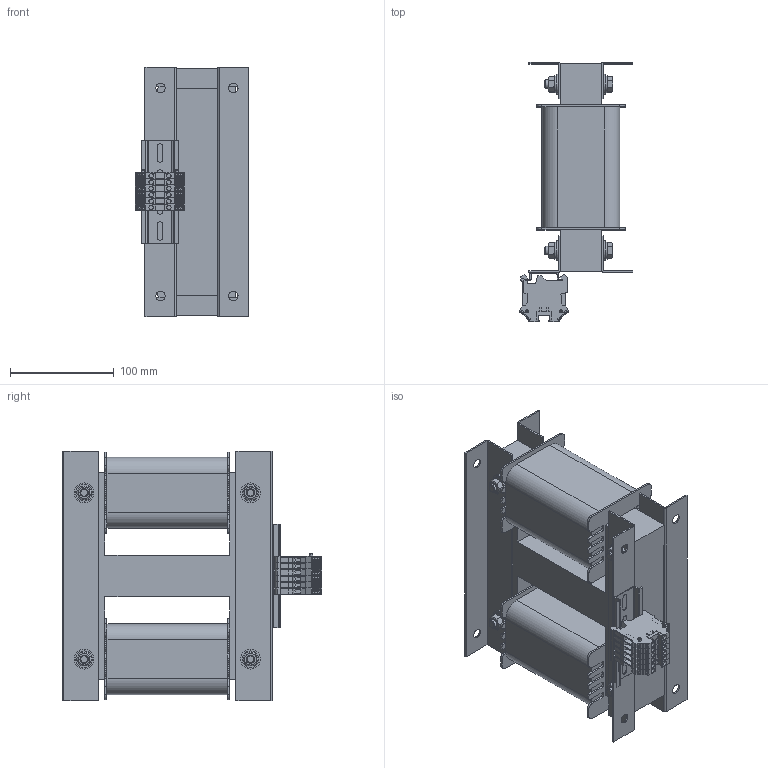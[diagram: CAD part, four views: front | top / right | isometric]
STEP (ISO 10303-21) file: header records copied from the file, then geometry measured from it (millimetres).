
FILE_DESCRIPTION(/* description */ (''),/* implementation_level */ '2;1');
FILE_NAME(/* name */ 'YZV02105400.stp',/* time_stamp */ '2023-03-31T10:34:27+02:00',/* author */ ('velazquez'),/* organization */ ('MANUMAG'),/* preprocessor_version */ 'ST-DEVELOPER v19.2',/* originating_system */ 'Autodesk Inventor 2023',/* authorisation */ '');
FILE_SCHEMA (('AUTOMOTIVE_DESIGN { 1 0 10303 214 3 1 1 }'));
Length unit declared in the file: millimetre
Products named in the file (11): YZV02105400; 3UI120 200 x 200 - 40 (Rc40); RC40 NT040; centrador M8; DIN 933 - M8  x 60; DIN 125 - A 8,4; DIN 934 - M8; UI 120_40; carril 4 agujeros; FICHA 4; FICHA 4 AM_VE
Assembly tree (38 placements, depth 2):
  YZV02105400
    3UI120 200 x 200 - 40 (Rc40)
    RC40 NT040  x4
    centrador M8  x8
    DIN 933 - M8  x 60  x4
    DIN 125 - A 8,4  x8
    DIN 934 - M8  x4
    UI 120_40  x2
    carril 4 agujeros
    FICHA 4  x5
    FICHA 4 AM_VE
Bounding box: 109.53 x 249.48 x 240 mm (x, y, z)
Volume: 2172380.4 mm3; surface area: 438646 mm2
Topology: 38 solids, 38 shells, 2242 faces, 5910 edges, 3801 vertices
Faces by surface type: plane 1586, cylinder 516, cone 96, torus 32, sphere 12
Full cylindrical faces by diameter (mm): 2.4 x12, 2.5 x12, 2.75 x12, 2.95 x12, 4.3 x12, 6.647 x4, 7.323 x4, 8 x12, 8.4 x8, 9 x8, 9.6 x8, 10.5 x8, 11 x4, 11.4 x4, 16 x8, 19 x8
Entity records: 26413 total; most frequent: CARTESIAN_POINT 4506, ORIENTED_EDGE 4366, DIRECTION 4359, EDGE_CURVE 2183, LINE 1685, VECTOR 1685, VERTEX_POINT 1411, AXIS2_PLACEMENT_3D 1337
